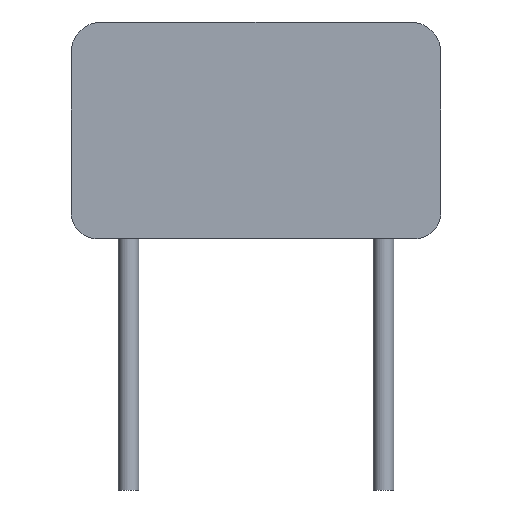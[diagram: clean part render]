
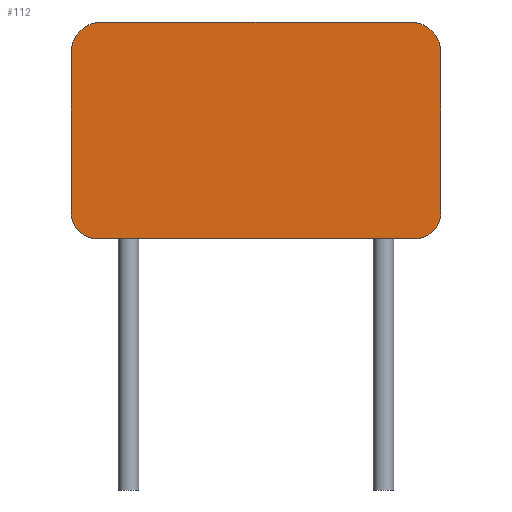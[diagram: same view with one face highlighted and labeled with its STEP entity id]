
A CAD part, left-side view. The second image highlights one B-rep face of the part: STEP entity #112.
In plain terms, the highlighted planar face has unit normal (-1, 0, 0).
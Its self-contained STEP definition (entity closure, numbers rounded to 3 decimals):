
#22 = VERTEX_POINT('',#23);
#23 = CARTESIAN_POINT('',(0.,-6.316,
    0.));
#40 = VERTEX_POINT('',#41);
#41 = CARTESIAN_POINT('',(0.,6.316,0.
    ));
#47 = EDGE_CURVE('',#22,#40,#48,.T.);
#48 = LINE('',#49,#50);
#49 = CARTESIAN_POINT('',(0.,-6.316,
    0.));
#50 = VECTOR('',#51,1.);
#51 = DIRECTION('',(0.,1.,0.));
#84 = VERTEX_POINT('',#85);
#85 = CARTESIAN_POINT('',(0.,-7.365,1.049));
#101 = EDGE_CURVE('',#84,#22,#102,.T.);
#102 = CIRCLE('',#103,1.049);
#103 = AXIS2_PLACEMENT_3D('',#104,#105,#106);
#104 = CARTESIAN_POINT('',(0.,-6.316,1.049));
#105 = DIRECTION('',(1.,0.,0.));
#106 = DIRECTION('',(0.,1.,0.));
#112 = ADVANCED_FACE('',(#113),#166,.F.);
#113 = FACE_BOUND('',#114,.F.);
#114 = EDGE_LOOP('',(#115,#116,#125,#133,#142,#150,#159,#165));
#115 = ORIENTED_EDGE('',*,*,#47,.T.);
#116 = ORIENTED_EDGE('',*,*,#117,.T.);
#117 = EDGE_CURVE('',#40,#118,#120,.T.);
#118 = VERTEX_POINT('',#119);
#119 = CARTESIAN_POINT('',(0.,7.365,1.049));
#120 = CIRCLE('',#121,1.049);
#121 = AXIS2_PLACEMENT_3D('',#122,#123,#124);
#122 = CARTESIAN_POINT('',(0.,6.316,1.049));
#123 = DIRECTION('',(1.,0.,0.));
#124 = DIRECTION('',(0.,1.,0.));
#125 = ORIENTED_EDGE('',*,*,#126,.T.);
#126 = EDGE_CURVE('',#118,#127,#129,.T.);
#127 = VERTEX_POINT('',#128);
#128 = CARTESIAN_POINT('',(0.,7.365,7.418));
#129 = LINE('',#130,#131);
#130 = CARTESIAN_POINT('',(0.,7.365,1.049));
#131 = VECTOR('',#132,1.);
#132 = DIRECTION('',(0.,0.,1.));
#133 = ORIENTED_EDGE('',*,*,#134,.T.);
#134 = EDGE_CURVE('',#127,#135,#137,.T.);
#135 = VERTEX_POINT('',#136);
#136 = CARTESIAN_POINT('',(0.,6.143,8.64));
#137 = CIRCLE('',#138,1.222);
#138 = AXIS2_PLACEMENT_3D('',#139,#140,#141);
#139 = CARTESIAN_POINT('',(0.,6.143,7.418));
#140 = DIRECTION('',(1.,0.,0.));
#141 = DIRECTION('',(0.,1.,0.));
#142 = ORIENTED_EDGE('',*,*,#143,.T.);
#143 = EDGE_CURVE('',#135,#144,#146,.T.);
#144 = VERTEX_POINT('',#145);
#145 = CARTESIAN_POINT('',(0.,-6.143,8.64));
#146 = LINE('',#147,#148);
#147 = CARTESIAN_POINT('',(0.,6.143,8.64));
#148 = VECTOR('',#149,1.);
#149 = DIRECTION('',(0.,-1.,0.));
#150 = ORIENTED_EDGE('',*,*,#151,.T.);
#151 = EDGE_CURVE('',#144,#152,#154,.T.);
#152 = VERTEX_POINT('',#153);
#153 = CARTESIAN_POINT('',(0.,-7.365,7.418));
#154 = CIRCLE('',#155,1.222);
#155 = AXIS2_PLACEMENT_3D('',#156,#157,#158);
#156 = CARTESIAN_POINT('',(0.,-6.143,7.418));
#157 = DIRECTION('',(1.,0.,0.));
#158 = DIRECTION('',(0.,1.,0.));
#159 = ORIENTED_EDGE('',*,*,#160,.T.);
#160 = EDGE_CURVE('',#152,#84,#161,.T.);
#161 = LINE('',#162,#163);
#162 = CARTESIAN_POINT('',(0.,-7.365,7.418));
#163 = VECTOR('',#164,1.);
#164 = DIRECTION('',(0.,0.,-1.));
#165 = ORIENTED_EDGE('',*,*,#101,.T.);
#166 = PLANE('',#167);
#167 = AXIS2_PLACEMENT_3D('',#168,#169,#170);
#168 = CARTESIAN_POINT('',(0.,0.,
    4.304));
#169 = DIRECTION('',(1.,0.,0.));
#170 = DIRECTION('',(0.,0.,1.));
